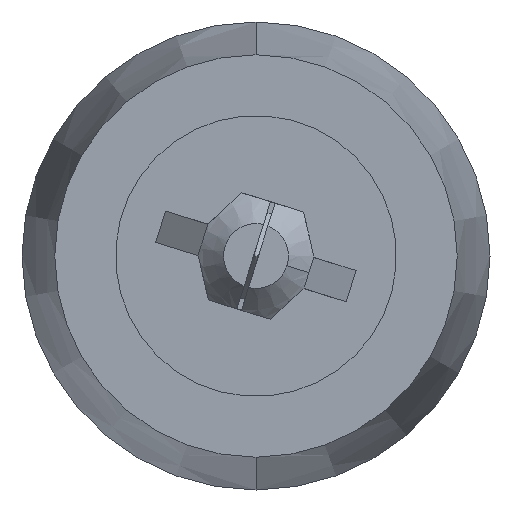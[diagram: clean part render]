
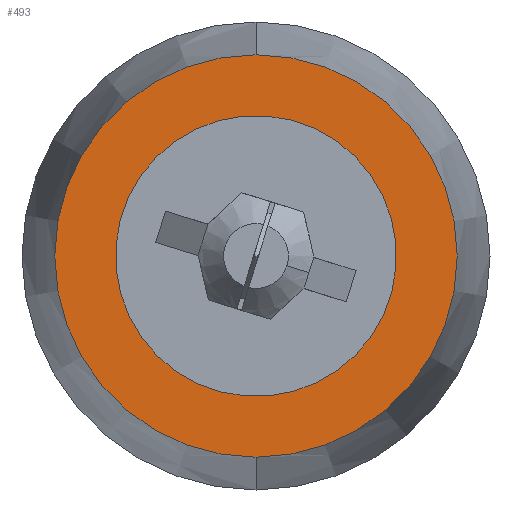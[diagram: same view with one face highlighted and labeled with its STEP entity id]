
A CAD part, front view. The second image highlights one B-rep face of the part: STEP entity #493.
In plain terms, the highlighted planar face has unit normal (0, -1, 0).
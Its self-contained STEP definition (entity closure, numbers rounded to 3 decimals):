
#4 = EDGE_LOOP ( 'NONE', ( #2216, #3253 ) ) ;
#84 = FACE_OUTER_BOUND ( 'NONE', #3851, .T. ) ;
#134 = EDGE_CURVE ( 'NONE', #229, #1788, #2951, .T. ) ;
#229 = VERTEX_POINT ( 'NONE', #258 ) ;
#258 = CARTESIAN_POINT ( 'NONE',  ( 0., 0., 10.15 ) ) ;
#393 = CIRCLE ( 'NONE', #1189, 21.5 ) ;
#412 = DIRECTION ( 'NONE',  ( 0., 0., -1. ) ) ;
#493 = ADVANCED_FACE ( 'NONE', ( #84, #1198 ), #3763, .T. ) ;
#559 = VERTEX_POINT ( 'NONE', #2607 ) ;
#665 = DIRECTION ( 'NONE',  ( 0., -1., 0. ) ) ;
#754 = DIRECTION ( 'NONE',  ( 0., -1., 0. ) ) ;
#758 = CARTESIAN_POINT ( 'NONE',  ( 0., 0., 0. ) ) ;
#808 = DIRECTION ( 'NONE',  ( 0., -1., 0. ) ) ;
#933 = DIRECTION ( 'NONE',  ( 0., 0., -1. ) ) ;
#1181 = AXIS2_PLACEMENT_3D ( 'NONE', #3735, #754, #412 ) ;
#1189 = AXIS2_PLACEMENT_3D ( 'NONE', #3070, #1863, #933 ) ;
#1198 = FACE_BOUND ( 'NONE', #4, .T. ) ;
#1619 = EDGE_CURVE ( 'NONE', #1788, #229, #3753, .T. ) ;
#1709 = DIRECTION ( 'NONE',  ( 0., 0., -1. ) ) ;
#1735 = ORIENTED_EDGE ( 'NONE', *, *, #2061, .T. ) ;
#1788 = VERTEX_POINT ( 'NONE', #2245 ) ;
#1863 = DIRECTION ( 'NONE',  ( 0., -1., 0. ) ) ;
#1871 = DIRECTION ( 'NONE',  ( 0., 0., -1. ) ) ;
#2061 = EDGE_CURVE ( 'NONE', #3826, #559, #393, .T. ) ;
#2136 = AXIS2_PLACEMENT_3D ( 'NONE', #758, #808, #1709 ) ;
#2145 = AXIS2_PLACEMENT_3D ( 'NONE', #2732, #665, #3031 ) ;
#2216 = ORIENTED_EDGE ( 'NONE', *, *, #1619, .F. ) ;
#2245 = CARTESIAN_POINT ( 'NONE',  ( 0., 0., -10.15 ) ) ;
#2308 = AXIS2_PLACEMENT_3D ( 'NONE', #3391, #3680, #1871 ) ;
#2314 = ORIENTED_EDGE ( 'NONE', *, *, #2758, .T. ) ;
#2607 = CARTESIAN_POINT ( 'NONE',  ( 0., 0., -21.5 ) ) ;
#2732 = CARTESIAN_POINT ( 'NONE',  ( 0., 0., 0. ) ) ;
#2758 = EDGE_CURVE ( 'NONE', #559, #3826, #2941, .T. ) ;
#2941 = CIRCLE ( 'NONE', #2308, 21.5 ) ;
#2951 = CIRCLE ( 'NONE', #2136, 10.15 ) ;
#3031 = DIRECTION ( 'NONE',  ( 0., 0., -1. ) ) ;
#3070 = CARTESIAN_POINT ( 'NONE',  ( 0., 0., 0. ) ) ;
#3253 = ORIENTED_EDGE ( 'NONE', *, *, #134, .F. ) ;
#3391 = CARTESIAN_POINT ( 'NONE',  ( 0., 0., 0. ) ) ;
#3466 = CARTESIAN_POINT ( 'NONE',  ( 0., 0., 21.5 ) ) ;
#3680 = DIRECTION ( 'NONE',  ( 0., -1., 0. ) ) ;
#3735 = CARTESIAN_POINT ( 'NONE',  ( 10.15, 0., 0. ) ) ;
#3753 = CIRCLE ( 'NONE', #2145, 10.15 ) ;
#3763 = PLANE ( 'NONE',  #1181 ) ;
#3826 = VERTEX_POINT ( 'NONE', #3466 ) ;
#3851 = EDGE_LOOP ( 'NONE', ( #1735, #2314 ) ) ;
